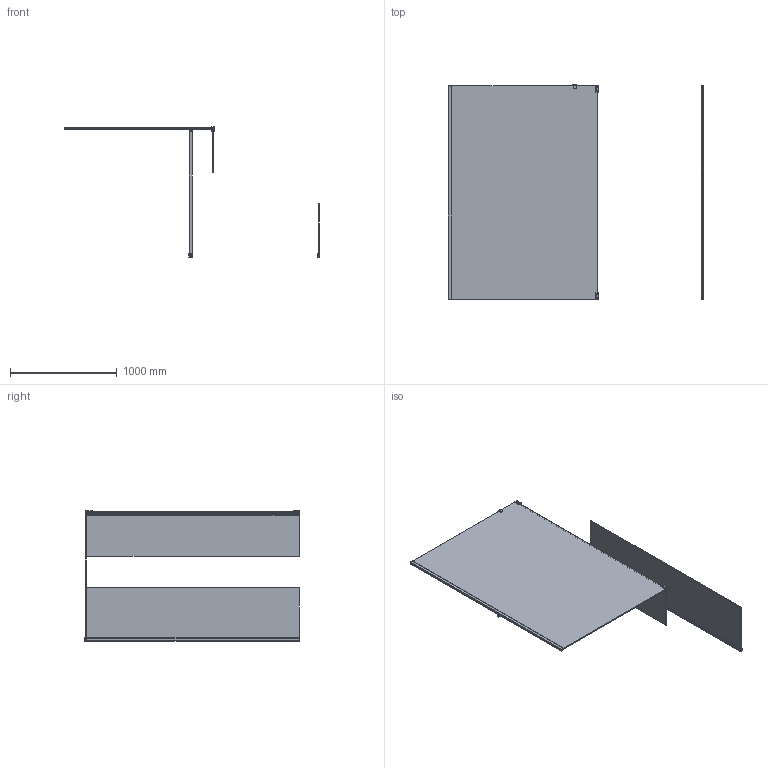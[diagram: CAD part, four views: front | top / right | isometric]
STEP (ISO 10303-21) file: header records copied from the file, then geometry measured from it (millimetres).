
FILE_DESCRIPTION (( 'STEP AP214' ), '1' );
FILE_NAME ('17.STEP', '2020-12-15T13:07:19', ( '' ), ( '' ), 'SwSTEP 2.0', 'SolidWorks 2010', '' );
FILE_SCHEMA (( 'AUTOMOTIVE_DESIGN' ));
Products named in the file (29): Fixed glass400X2000; 10mmDBJT; LP-3069; 13 - 萵掛; Fixed glass500X2000; Fixed glass1400X2000; LW-3518; LW-1021; 17; LP-3075; LP-3071; Bottom seal for fixed glass; LW-3530; LW-3528; 10X30-1150; Corner bracket+Bubble seal; LP-3067; LW-3529; LP-3068; LW-1421; LP-3074; LP-3070; XPJT10mm; Straight bracing bar; LW-3531; LP-3073; LW-C; LP-3072; LP-3084
Assembly tree (34 placements, depth 3):
  17
    10mmDBJT
    LP-3084
    LW-C
    Straight bracing bar
      LP-3075
      LP-3074
      10X30-1150
      LW-3518
      LW-1021
      LW-1421
    Corner bracket+Bubble seal
      LW-3529
      LP-3068
      Fixed glass400X2000
      LP-3073  x4
      LP-3070
      LW-3531
      LP-3072
      LP-3067
      LP-3069
      XPJT10mm
      LW-3528
      LW-3530
      LP-3071
    Fixed glass1400X2000
    13 - 萵掛
      LW-C
      10mmDBJT
      LP-3084
    Fixed glass500X2000
    Bottom seal for fixed glass
Bounding box: 2392.35 x 2011.5 x 1216.95 mm (x, y, z)
Volume: 46672288.9 mm3; surface area: 11255735.7 mm2
Topology: 32 solids, 32 shells, 3295 faces, 8171 edges, 5012 vertices
Faces by surface type: plane 1347, cylinder 767, bspline 721, torus 228, sphere 160, cone 72
Entity records: 128082 total; most frequent: CARTESIAN_POINT 67125, ORIENTED_EDGE 12754, DIRECTION 11081, EDGE_CURVE 6377, VERTEX_POINT 3970, AXIS2_PLACEMENT_3D 3770, LINE 3541, VECTOR 3541
